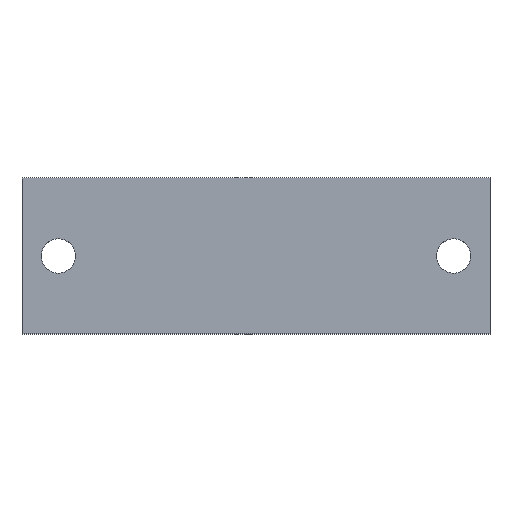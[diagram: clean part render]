
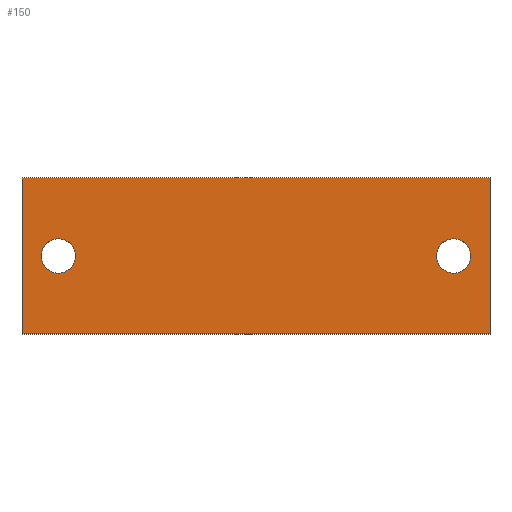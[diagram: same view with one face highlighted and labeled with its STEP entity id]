
A CAD part, top view. The second image highlights one B-rep face of the part: STEP entity #150.
In plain terms, the highlighted planar face has unit normal (0, 0, 1).
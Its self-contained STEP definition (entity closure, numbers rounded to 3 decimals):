
#55=AXIS2_PLACEMENT_3D('Circle Axis2P3D',#53,#54,$) ;
#79=AXIS2_PLACEMENT_3D('Circle Axis2P3D',#77,#78,$) ;
#92=AXIS2_PLACEMENT_3D('Plane Axis2P3D',#89,#90,#91) ;
#134=AXIS2_PLACEMENT_3D('Circle Axis2P3D',#132,#133,$) ;
#143=AXIS2_PLACEMENT_3D('Circle Axis2P3D',#141,#142,$) ;
#50=CARTESIAN_POINT('Vertex',(1.85,7.5,0.5)) ;
#53=CARTESIAN_POINT('Axis2P3D Location',(3.5,7.5,0.5)) ;
#57=CARTESIAN_POINT('Vertex',(5.15,7.5,0.5)) ;
#77=CARTESIAN_POINT('Axis2P3D Location',(3.5,7.5,0.5)) ;
#89=CARTESIAN_POINT('Axis2P3D Location',(22.5,7.5,0.5)) ;
#94=CARTESIAN_POINT('Line Origine',(0.,7.5,0.5)) ;
#98=CARTESIAN_POINT('Vertex',(0.,15.,0.5)) ;
#100=CARTESIAN_POINT('Vertex',(0.,0.,0.5)) ;
#103=CARTESIAN_POINT('Line Origine',(22.5,0.,0.5)) ;
#107=CARTESIAN_POINT('Vertex',(45.,0.,0.5)) ;
#110=CARTESIAN_POINT('Line Origine',(45.,7.5,0.5)) ;
#114=CARTESIAN_POINT('Vertex',(45.,15.,0.5)) ;
#117=CARTESIAN_POINT('Line Origine',(22.5,15.,0.5)) ;
#132=CARTESIAN_POINT('Axis2P3D Location',(41.5,7.5,0.5)) ;
#136=CARTESIAN_POINT('Vertex',(39.85,7.5,0.5)) ;
#138=CARTESIAN_POINT('Vertex',(43.15,7.5,0.5)) ;
#141=CARTESIAN_POINT('Axis2P3D Location',(41.5,7.5,0.5)) ;
#54=DIRECTION('Axis2P3D Direction',(0.,0.,1.)) ;
#78=DIRECTION('Axis2P3D Direction',(0.,0.,1.)) ;
#90=DIRECTION('Axis2P3D Direction',(0.,0.,1.)) ;
#91=DIRECTION('Axis2P3D XDirection',(1.,0.,0.)) ;
#95=DIRECTION('Vector Direction',(0.,-1.,0.)) ;
#104=DIRECTION('Vector Direction',(-1.,0.,0.)) ;
#111=DIRECTION('Vector Direction',(0.,1.,0.)) ;
#118=DIRECTION('Vector Direction',(1.,0.,0.)) ;
#133=DIRECTION('Axis2P3D Direction',(0.,0.,1.)) ;
#142=DIRECTION('Axis2P3D Direction',(0.,0.,1.)) ;
#96=VECTOR('Line Direction',#95,1.) ;
#105=VECTOR('Line Direction',#104,1.) ;
#112=VECTOR('Line Direction',#111,1.) ;
#119=VECTOR('Line Direction',#118,1.) ;
#123=ORIENTED_EDGE('',*,*,#102,.T.) ;
#124=ORIENTED_EDGE('',*,*,#109,.T.) ;
#125=ORIENTED_EDGE('',*,*,#116,.T.) ;
#126=ORIENTED_EDGE('',*,*,#121,.T.) ;
#129=ORIENTED_EDGE('',*,*,#81,.F.) ;
#130=ORIENTED_EDGE('',*,*,#59,.F.) ;
#147=ORIENTED_EDGE('',*,*,#140,.F.) ;
#148=ORIENTED_EDGE('',*,*,#145,.F.) ;
#131=FACE_BOUND('',#128,.T.) ;
#149=FACE_BOUND('',#146,.T.) ;
#150=ADVANCED_FACE('S3D positioniert',(#127,#131,#149),#93,.T.) ;
#56=CIRCLE('generated circle',#55,1.65) ;
#80=CIRCLE('generated circle',#79,1.65) ;
#135=CIRCLE('generated circle',#134,1.65) ;
#144=CIRCLE('generated circle',#143,1.65) ;
#59=EDGE_CURVE('',#51,#58,#56,.T.) ;
#81=EDGE_CURVE('',#58,#51,#80,.T.) ;
#102=EDGE_CURVE('',#99,#101,#97,.T.) ;
#109=EDGE_CURVE('',#101,#108,#106,.F.) ;
#116=EDGE_CURVE('',#108,#115,#113,.T.) ;
#121=EDGE_CURVE('',#115,#99,#120,.F.) ;
#140=EDGE_CURVE('',#137,#139,#135,.T.) ;
#145=EDGE_CURVE('',#139,#137,#144,.T.) ;
#122=EDGE_LOOP('',(#123,#124,#125,#126)) ;
#128=EDGE_LOOP('',(#129,#130)) ;
#146=EDGE_LOOP('',(#147,#148)) ;
#127=FACE_OUTER_BOUND('',#122,.T.) ;
#97=LINE('Line',#94,#96) ;
#106=LINE('Line',#103,#105) ;
#113=LINE('Line',#110,#112) ;
#120=LINE('Line',#117,#119) ;
#93=PLANE('',#92) ;
#51=VERTEX_POINT('',#50) ;
#58=VERTEX_POINT('',#57) ;
#99=VERTEX_POINT('',#98) ;
#101=VERTEX_POINT('',#100) ;
#108=VERTEX_POINT('',#107) ;
#115=VERTEX_POINT('',#114) ;
#137=VERTEX_POINT('',#136) ;
#139=VERTEX_POINT('',#138) ;
